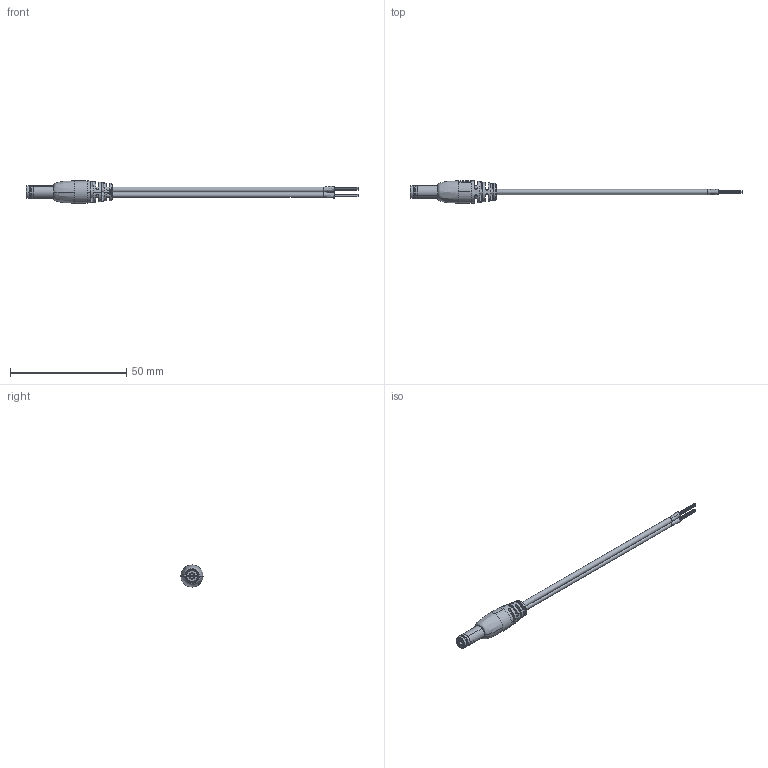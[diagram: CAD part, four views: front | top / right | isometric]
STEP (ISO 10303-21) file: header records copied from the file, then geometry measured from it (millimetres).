
FILE_DESCRIPTION (( 'STEP AP214' ), '1' );
FILE_NAME ('10-01776_revA1.STEP', '2016-04-06T23:33:56', ( 'Joel' ), ( 'Microsoft' ), 'SwSTEP 2.0', 'SolidWorks 2015', '' );
FILE_SCHEMA (( 'AUTOMOTIVE_DESIGN' ));
Length unit declared in the file: millimetre
Products named in the file (7): 50-00024; 50-00024 shell; 50-00024 insulator; 50-00024 contact; 24-00003; 10-01776_revA1; 30-00415_s+t
Assembly tree (6 placements, depth 3):
  10-01776_revA1
    24-00003
    50-00024
      50-00024 contact
      50-00024 insulator
      50-00024 shell
    30-00415_s+t
Bounding box: 142.68 x 9.6 x 9.6 mm (x, y, z)
Volume: 2352.3 mm3; surface area: 9410.6 mm2
Topology: 121 solids, 121 shells, 920 faces, 1793 edges, 1178 vertices
Faces by surface type: cylinder 403, plane 368, bspline 99, cone 26, torus 24
Entity records: 36993 total; most frequent: CARTESIAN_POINT 7888, DIRECTION 4125, ORIENTED_EDGE 3586, EDGE_CURVE 1793, AXIS2_PLACEMENT_3D 1778, VERTEX_POINT 1178, EDGE_LOOP 991, CIRCLE 947
